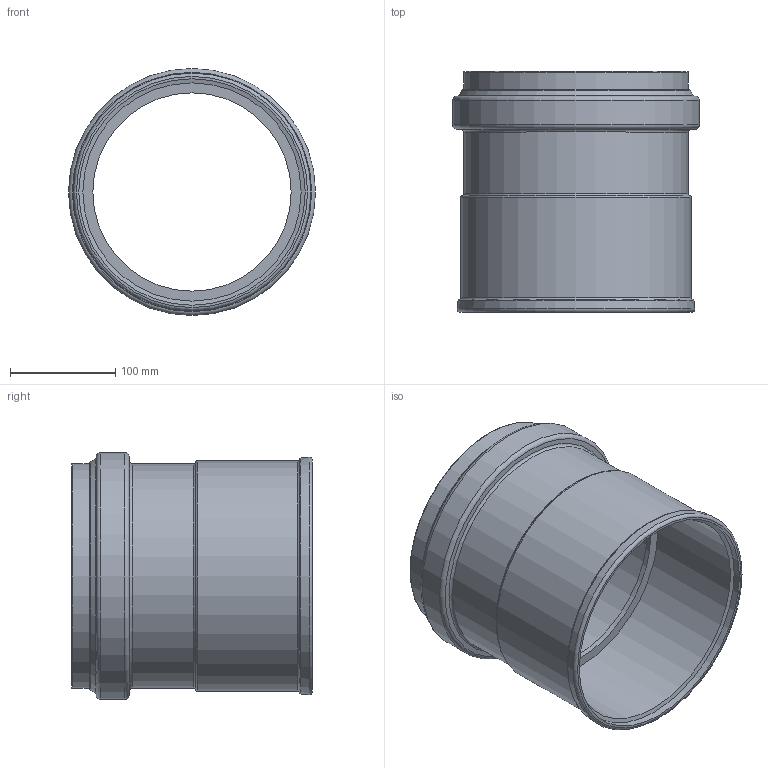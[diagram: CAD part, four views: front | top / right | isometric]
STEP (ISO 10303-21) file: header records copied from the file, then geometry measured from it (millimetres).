
FILE_DESCRIPTION(/* description */ (''),/* implementation_level */ '2;1');
FILE_NAME(/* name */ '338810 SKOLANsafeAM Aufsteckmuffe DN_OD 200.stp',/* time_stamp */ '2018-01-09T14:43:34+01:00',/* author */ ('user1'),/* organization */ (''),/* preprocessor_version */ 'ST-DEVELOPER v16.1',/* originating_system */ 'Autodesk Inventor 2016',/* authorisation */ '');
FILE_SCHEMA (('AUTOMOTIVE_DESIGN { 1 0 10303 214 3 1 1 }'));
Length unit declared in the file: millimetre
Products named in the file (1): 338810 SKOLANsafeAM Aufsteckmuffe DN_OD 200
Bounding box: 234.8 x 229 x 234.8 mm (x, y, z)
Volume: 995265.7 mm3; surface area: 345973.5 mm2
Topology: 1 solids, 1 shells, 44 faces, 85 edges, 46 vertices
Faces by surface type: torus 19, cylinder 11, cone 9, plane 5
Full cylindrical faces by diameter (mm): 188.5 x1, 201.5 x1, 201.8 x2, 207.4 x1, 213.3 x1, 213.6 x1, 215.248 x1, 219 x1, 223 x1, 234.8 x1
Entity records: 912 total; most frequent: DIRECTION 178, CARTESIAN_POINT 133, AXIS2_PLACEMENT_3D 89, EDGE_LOOP 88, ORIENTED_EDGE 88, FACE_BOUND 44, FACE_OUTER_BOUND 44, CIRCLE 44
